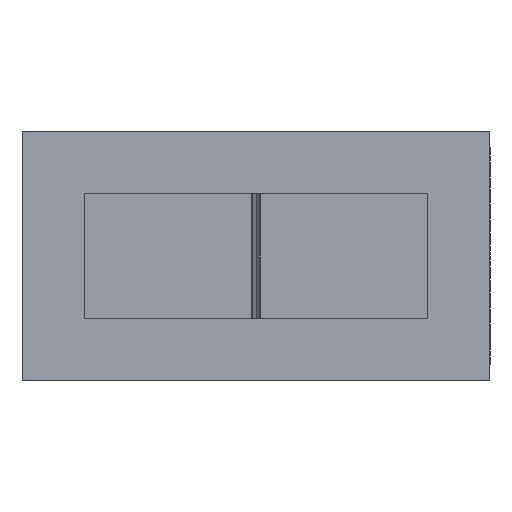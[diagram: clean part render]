
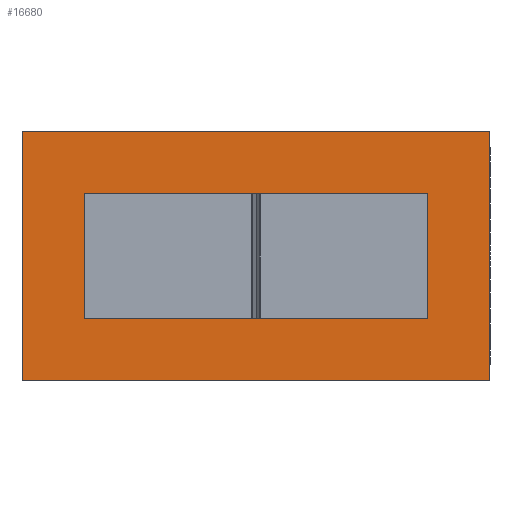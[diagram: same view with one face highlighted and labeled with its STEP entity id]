
A CAD part, front view. The second image highlights one B-rep face of the part: STEP entity #16680.
In plain terms, the highlighted planar face has unit normal (0, -1, 0).
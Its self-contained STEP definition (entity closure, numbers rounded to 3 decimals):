
#389 = VECTOR ( 'NONE', #3716, 1000. ) ;
#776 = FACE_OUTER_BOUND ( 'NONE', #41795, .T. ) ;
#977 = VECTOR ( 'NONE', #39035, 1000. ) ;
#2316 = VECTOR ( 'NONE', #12903, 1000. ) ;
#2614 = ORIENTED_EDGE ( 'NONE', *, *, #3630, .T. ) ;
#3206 = EDGE_CURVE ( 'NONE', #10299, #43427, #32960, .T. ) ;
#3630 = EDGE_CURVE ( 'NONE', #43456, #25075, #9976, .T. ) ;
#3716 = DIRECTION ( 'NONE',  ( -1., 0., 0. ) ) ;
#4024 = CARTESIAN_POINT ( 'NONE',  ( -550., 0., -200. ) ) ;
#4261 = ORIENTED_EDGE ( 'NONE', *, *, #36561, .T. ) ;
#4700 = DIRECTION ( 'NONE',  ( 1., 0., 0. ) ) ;
#4950 = ORIENTED_EDGE ( 'NONE', *, *, #17489, .F. ) ;
#6724 = VECTOR ( 'NONE', #18768, 1000. ) ;
#8509 = ORIENTED_EDGE ( 'NONE', *, *, #43128, .F. ) ;
#8930 = CARTESIAN_POINT ( 'NONE',  ( 550., 0., 200. ) ) ;
#8975 = AXIS2_PLACEMENT_3D ( 'NONE', #23851, #28270, #14192 ) ;
#9498 = EDGE_LOOP ( 'NONE', ( #41396, #37972, #2614, #37821 ) ) ;
#9976 = LINE ( 'NONE', #8930, #6724 ) ;
#10299 = VERTEX_POINT ( 'NONE', #27736 ) ;
#11677 = CARTESIAN_POINT ( 'NONE',  ( -550., 0., -200. ) ) ;
#12007 = CARTESIAN_POINT ( 'NONE',  ( 750., 0., 400. ) ) ;
#12903 = DIRECTION ( 'NONE',  ( 1., 0., 0. ) ) ;
#14192 = DIRECTION ( 'NONE',  ( 0., 0., -1. ) ) ;
#14731 = VERTEX_POINT ( 'NONE', #4024 ) ;
#15134 = VECTOR ( 'NONE', #4700, 1000. ) ;
#15874 = VERTEX_POINT ( 'NONE', #25386 ) ;
#16680 = ADVANCED_FACE ( 'NONE', ( #33153, #776 ), #44454, .T. ) ;
#16841 = VECTOR ( 'NONE', #25390, 1000. ) ;
#16876 = CARTESIAN_POINT ( 'NONE',  ( -750., 0., -400. ) ) ;
#16916 = VERTEX_POINT ( 'NONE', #16876 ) ;
#17441 = CARTESIAN_POINT ( 'NONE',  ( -550., 0., 200. ) ) ;
#17489 = EDGE_CURVE ( 'NONE', #15874, #43427, #36781, .T. ) ;
#17578 = CARTESIAN_POINT ( 'NONE',  ( 550., 0., -200. ) ) ;
#18768 = DIRECTION ( 'NONE',  ( 0., 0., -1. ) ) ;
#21024 = EDGE_CURVE ( 'NONE', #14731, #22114, #43613, .T. ) ;
#21656 = DIRECTION ( 'NONE',  ( 1., 0., 0. ) ) ;
#22114 = VERTEX_POINT ( 'NONE', #17441 ) ;
#23851 = CARTESIAN_POINT ( 'NONE',  ( -750., 0., -400. ) ) ;
#23865 = EDGE_CURVE ( 'NONE', #22114, #43456, #25042, .T. ) ;
#24290 = LINE ( 'NONE', #39013, #15134 ) ;
#24419 = CARTESIAN_POINT ( 'NONE',  ( 550., 0., -200. ) ) ;
#24694 = EDGE_CURVE ( 'NONE', #25075, #14731, #38720, .T. ) ;
#25042 = LINE ( 'NONE', #44220, #2316 ) ;
#25075 = VERTEX_POINT ( 'NONE', #17578 ) ;
#25386 = CARTESIAN_POINT ( 'NONE',  ( -750., 0., 400. ) ) ;
#25390 = DIRECTION ( 'NONE',  ( 0., 0., 1. ) ) ;
#25474 = VECTOR ( 'NONE', #21656, 1000. ) ;
#27010 = VECTOR ( 'NONE', #33994, 1000. ) ;
#27736 = CARTESIAN_POINT ( 'NONE',  ( 750., 0., -400. ) ) ;
#28270 = DIRECTION ( 'NONE',  ( 0., -1., 0. ) ) ;
#29860 = CARTESIAN_POINT ( 'NONE',  ( 550., 0., 200. ) ) ;
#31842 = ORIENTED_EDGE ( 'NONE', *, *, #3206, .T. ) ;
#32960 = LINE ( 'NONE', #42843, #16841 ) ;
#33153 = FACE_BOUND ( 'NONE', #9498, .T. ) ;
#33994 = DIRECTION ( 'NONE',  ( 0., 0., 1. ) ) ;
#36158 = LINE ( 'NONE', #36876, #27010 ) ;
#36561 = EDGE_CURVE ( 'NONE', #16916, #10299, #24290, .T. ) ;
#36781 = LINE ( 'NONE', #38620, #25474 ) ;
#36876 = CARTESIAN_POINT ( 'NONE',  ( -750., 0., -400. ) ) ;
#37821 = ORIENTED_EDGE ( 'NONE', *, *, #24694, .T. ) ;
#37972 = ORIENTED_EDGE ( 'NONE', *, *, #23865, .T. ) ;
#38620 = CARTESIAN_POINT ( 'NONE',  ( -750., 0., 400. ) ) ;
#38720 = LINE ( 'NONE', #24419, #389 ) ;
#39013 = CARTESIAN_POINT ( 'NONE',  ( -750., 0., -400. ) ) ;
#39035 = DIRECTION ( 'NONE',  ( 0., 0., 1. ) ) ;
#41396 = ORIENTED_EDGE ( 'NONE', *, *, #21024, .T. ) ;
#41795 = EDGE_LOOP ( 'NONE', ( #4950, #8509, #4261, #31842 ) ) ;
#42843 = CARTESIAN_POINT ( 'NONE',  ( 750., 0., -400. ) ) ;
#43128 = EDGE_CURVE ( 'NONE', #16916, #15874, #36158, .T. ) ;
#43427 = VERTEX_POINT ( 'NONE', #12007 ) ;
#43456 = VERTEX_POINT ( 'NONE', #29860 ) ;
#43613 = LINE ( 'NONE', #11677, #977 ) ;
#44220 = CARTESIAN_POINT ( 'NONE',  ( -550., 0., 200. ) ) ;
#44454 = PLANE ( 'NONE',  #8975 ) ;
